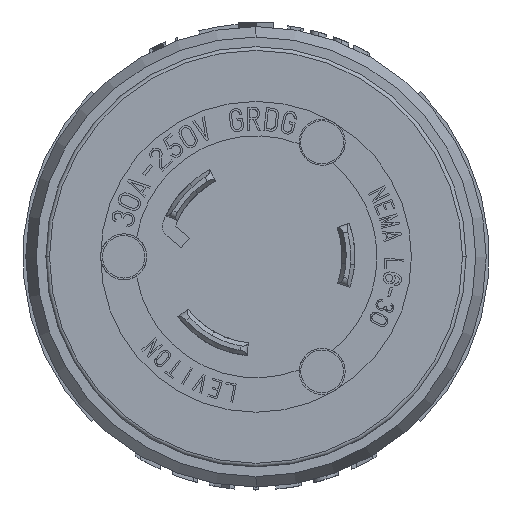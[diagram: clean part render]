
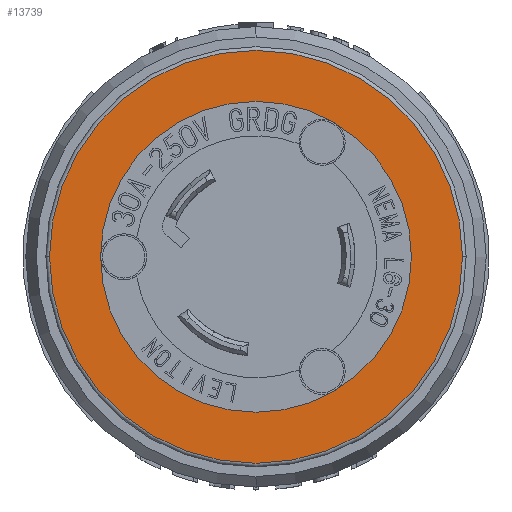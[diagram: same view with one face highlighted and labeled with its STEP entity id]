
A CAD part, left-side view. The second image highlights one B-rep face of the part: STEP entity #13739.
In plain terms, the highlighted planar face has unit normal (-1, 0, 0).
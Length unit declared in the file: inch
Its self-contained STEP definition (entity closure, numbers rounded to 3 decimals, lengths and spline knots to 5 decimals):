
#135 = AXIS2_PLACEMENT_3D ( 'NONE', #11075, #28393, #49323 ) ;
#2156 = EDGE_LOOP ( 'NONE', ( #16004, #19701 ) ) ;
#2450 = VERTEX_POINT ( 'NONE', #36294 ) ;
#3030 = DIRECTION ( 'NONE',  ( 0., -1., 0. ) ) ;
#4139 = FACE_OUTER_BOUND ( 'NONE', #52589, .T. ) ;
#8517 = ORIENTED_EDGE ( 'NONE', *, *, #29158, .F. ) ;
#9888 = EDGE_CURVE ( 'NONE', #18005, #55951, #23732, .T. ) ;
#11036 = EDGE_CURVE ( 'NONE', #18573, #2450, #42355, .T. ) ;
#11075 = CARTESIAN_POINT ( 'NONE',  ( 1.313, 0., 0. ) ) ;
#12369 = DIRECTION ( 'NONE',  ( 0., 1., 0. ) ) ;
#12658 = CARTESIAN_POINT ( 'NONE',  ( 1.313, 0., 0. ) ) ;
#13546 = CARTESIAN_POINT ( 'NONE',  ( 1.313, -1.1205, 0. ) ) ;
#13547 = CARTESIAN_POINT ( 'NONE',  ( 1.313, 1.1205, 0. ) ) ;
#13739 = ADVANCED_FACE ( 'NONE', ( #34451, #4139 ), #16606, .F. ) ;
#16004 = ORIENTED_EDGE ( 'NONE', *, *, #20099, .F. ) ;
#16606 = PLANE ( 'NONE',  #47354 ) ;
#17496 = CARTESIAN_POINT ( 'NONE',  ( 1.313, 0., 0. ) ) ;
#17729 = DIRECTION ( 'NONE',  ( 1., 0., 0. ) ) ;
#18005 = VERTEX_POINT ( 'NONE', #13547 ) ;
#18573 = VERTEX_POINT ( 'NONE', #21782 ) ;
#19701 = ORIENTED_EDGE ( 'NONE', *, *, #11036, .F. ) ;
#20099 = EDGE_CURVE ( 'NONE', #2450, #18573, #41736, .T. ) ;
#21782 = CARTESIAN_POINT ( 'NONE',  ( 1.313, 0.8435, 0. ) ) ;
#23732 = CIRCLE ( 'NONE', #37981, 1.1205 ) ;
#25770 = DIRECTION ( 'NONE',  ( 1., 0., 0. ) ) ;
#26998 = DIRECTION ( 'NONE',  ( 0., -1., 0. ) ) ;
#28393 = DIRECTION ( 'NONE',  ( -1., 0., 0. ) ) ;
#29158 = EDGE_CURVE ( 'NONE', #55951, #18005, #47893, .T. ) ;
#34451 = FACE_BOUND ( 'NONE', #2156, .T. ) ;
#36294 = CARTESIAN_POINT ( 'NONE',  ( 1.313, -0.8435, 0. ) ) ;
#37981 = AXIS2_PLACEMENT_3D ( 'NONE', #12658, #25770, #3030 ) ;
#41736 = CIRCLE ( 'NONE', #135, 0.8435 ) ;
#42355 = CIRCLE ( 'NONE', #52301, 0.8435 ) ;
#42994 = DIRECTION ( 'NONE',  ( -1., 0., 0. ) ) ;
#43393 = DIRECTION ( 'NONE',  ( 1., 0., 0. ) ) ;
#43507 = CARTESIAN_POINT ( 'NONE',  ( 1.313, 0., 1.031 ) ) ;
#46688 = DIRECTION ( 'NONE',  ( 0., 1., 0. ) ) ;
#47354 = AXIS2_PLACEMENT_3D ( 'NONE', #43507, #17729, #12369 ) ;
#47893 = CIRCLE ( 'NONE', #55063, 1.1205 ) ;
#48226 = CARTESIAN_POINT ( 'NONE',  ( 1.313, 0., 0. ) ) ;
#48993 = ORIENTED_EDGE ( 'NONE', *, *, #9888, .F. ) ;
#49323 = DIRECTION ( 'NONE',  ( 0., 1., 0. ) ) ;
#52301 = AXIS2_PLACEMENT_3D ( 'NONE', #17496, #42994, #46688 ) ;
#52589 = EDGE_LOOP ( 'NONE', ( #48993, #8517 ) ) ;
#55063 = AXIS2_PLACEMENT_3D ( 'NONE', #48226, #43393, #26998 ) ;
#55951 = VERTEX_POINT ( 'NONE', #13546 ) ;
